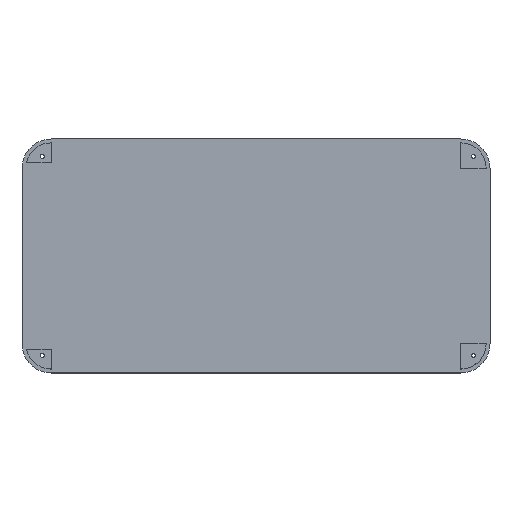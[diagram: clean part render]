
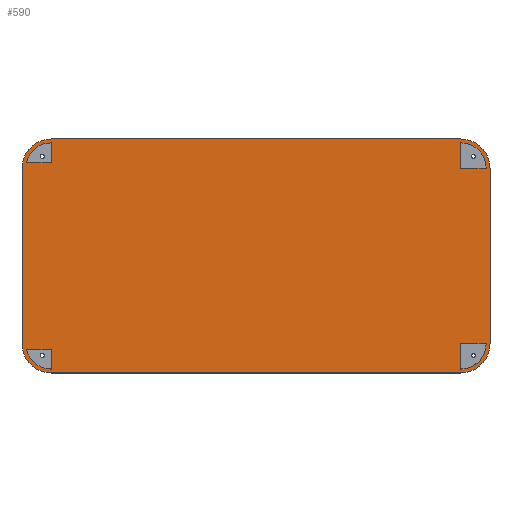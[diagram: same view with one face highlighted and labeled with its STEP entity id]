
A CAD part, top view. The second image highlights one B-rep face of the part: STEP entity #590.
In plain terms, the highlighted planar face has unit normal (0, 0, 1).
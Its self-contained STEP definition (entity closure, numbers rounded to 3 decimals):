
#23=FACE_BOUND('',#125,.T.);
#24=FACE_BOUND('',#126,.T.);
#25=FACE_BOUND('',#127,.T.);
#26=FACE_BOUND('',#128,.T.);
#38=PLANE('',#664);
#82=FACE_OUTER_BOUND('',#124,.T.);
#124=EDGE_LOOP('',(#509,#510,#511,#512,#513,#514,#515,#516));
#125=EDGE_LOOP('',(#517,#518,#519));
#126=EDGE_LOOP('',(#520,#521,#522));
#127=EDGE_LOOP('',(#523,#524,#525));
#128=EDGE_LOOP('',(#526,#527,#528));
#152=LINE('',#920,#204);
#155=LINE('',#928,#207);
#156=LINE('',#932,#208);
#160=LINE('',#940,#212);
#163=LINE('',#947,#215);
#167=LINE('',#955,#219);
#178=LINE('',#996,#230);
#179=LINE('',#999,#231);
#180=LINE('',#1002,#232);
#181=LINE('',#1003,#233);
#182=LINE('',#1005,#234);
#183=LINE('',#1006,#235);
#204=VECTOR('',#748,10.);
#207=VECTOR('',#757,10.);
#208=VECTOR('',#760,10.);
#212=VECTOR('',#766,10.);
#215=VECTOR('',#771,10.);
#219=VECTOR('',#777,10.);
#230=VECTOR('',#822,10.);
#231=VECTOR('',#825,10.);
#232=VECTOR('',#828,10.);
#233=VECTOR('',#829,10.);
#234=VECTOR('',#830,10.);
#235=VECTOR('',#831,10.);
#257=CIRCLE('',#639,15.);
#258=CIRCLE('',#642,15.);
#259=CIRCLE('',#649,13.);
#261=CIRCLE('',#653,13.);
#263=CIRCLE('',#657,13.);
#265=CIRCLE('',#661,13.);
#267=CIRCLE('',#665,15.);
#268=CIRCLE('',#666,15.);
#289=VERTEX_POINT('',#912);
#290=VERTEX_POINT('',#914);
#291=VERTEX_POINT('',#918);
#292=VERTEX_POINT('',#922);
#293=VERTEX_POINT('',#926);
#294=VERTEX_POINT('',#930);
#295=VERTEX_POINT('',#931);
#298=VERTEX_POINT('',#939);
#300=VERTEX_POINT('',#945);
#301=VERTEX_POINT('',#946);
#304=VERTEX_POINT('',#954);
#306=VERTEX_POINT('',#960);
#307=VERTEX_POINT('',#961);
#311=VERTEX_POINT('',#981);
#312=VERTEX_POINT('',#982);
#316=VERTEX_POINT('',#994);
#317=VERTEX_POINT('',#995);
#318=VERTEX_POINT('',#997);
#319=VERTEX_POINT('',#1001);
#320=VERTEX_POINT('',#1004);
#350=EDGE_CURVE('',#289,#290,#257,.T.);
#353=EDGE_CURVE('',#291,#289,#152,.T.);
#355=EDGE_CURVE('',#292,#291,#258,.T.);
#357=EDGE_CURVE('',#293,#292,#155,.T.);
#358=EDGE_CURVE('',#294,#295,#156,.F.);
#362=EDGE_CURVE('',#295,#298,#160,.F.);
#365=EDGE_CURVE('',#300,#301,#163,.F.);
#369=EDGE_CURVE('',#301,#304,#167,.F.);
#372=EDGE_CURVE('',#306,#307,#259,.T.);
#378=EDGE_CURVE('',#294,#298,#261,.T.);
#380=EDGE_CURVE('',#300,#304,#263,.T.);
#382=EDGE_CURVE('',#311,#312,#265,.T.);
#388=EDGE_CURVE('',#316,#317,#178,.T.);
#389=EDGE_CURVE('',#318,#316,#267,.T.);
#390=EDGE_CURVE('',#290,#318,#179,.T.);
#391=EDGE_CURVE('',#317,#293,#268,.T.);
#392=EDGE_CURVE('',#319,#307,#180,.F.);
#393=EDGE_CURVE('',#306,#319,#181,.F.);
#394=EDGE_CURVE('',#320,#312,#182,.F.);
#395=EDGE_CURVE('',#311,#320,#183,.F.);
#509=ORIENTED_EDGE('',*,*,#388,.F.);
#510=ORIENTED_EDGE('',*,*,#389,.F.);
#511=ORIENTED_EDGE('',*,*,#390,.F.);
#512=ORIENTED_EDGE('',*,*,#350,.F.);
#513=ORIENTED_EDGE('',*,*,#353,.F.);
#514=ORIENTED_EDGE('',*,*,#355,.F.);
#515=ORIENTED_EDGE('',*,*,#357,.F.);
#516=ORIENTED_EDGE('',*,*,#391,.F.);
#517=ORIENTED_EDGE('',*,*,#378,.T.);
#518=ORIENTED_EDGE('',*,*,#362,.F.);
#519=ORIENTED_EDGE('',*,*,#358,.F.);
#520=ORIENTED_EDGE('',*,*,#392,.F.);
#521=ORIENTED_EDGE('',*,*,#393,.F.);
#522=ORIENTED_EDGE('',*,*,#372,.T.);
#523=ORIENTED_EDGE('',*,*,#380,.T.);
#524=ORIENTED_EDGE('',*,*,#369,.F.);
#525=ORIENTED_EDGE('',*,*,#365,.F.);
#526=ORIENTED_EDGE('',*,*,#394,.F.);
#527=ORIENTED_EDGE('',*,*,#395,.F.);
#528=ORIENTED_EDGE('',*,*,#382,.T.);
#590=ADVANCED_FACE('',(#82,#23,#24,#25,#26),#38,.F.);
#639=AXIS2_PLACEMENT_3D('',#915,#742,#743);
#642=AXIS2_PLACEMENT_3D('',#924,#752,#753);
#649=AXIS2_PLACEMENT_3D('',#962,#782,#783);
#653=AXIS2_PLACEMENT_3D('',#973,#794,#795);
#657=AXIS2_PLACEMENT_3D('',#977,#802,#803);
#661=AXIS2_PLACEMENT_3D('',#983,#810,#811);
#664=AXIS2_PLACEMENT_3D('',#993,#820,#821);
#665=AXIS2_PLACEMENT_3D('',#998,#823,#824);
#666=AXIS2_PLACEMENT_3D('',#1000,#826,#827);
#742=DIRECTION('center_axis',(0.,0.,-1.));
#743=DIRECTION('ref_axis',(1.,0.,0.));
#748=DIRECTION('',(0.,-1.,0.));
#752=DIRECTION('center_axis',(0.,0.,-1.));
#753=DIRECTION('ref_axis',(0.,1.,0.));
#757=DIRECTION('',(1.,0.,0.));
#760=DIRECTION('',(1.,0.,0.));
#766=DIRECTION('',(0.,1.,0.));
#771=DIRECTION('',(0.,-1.,0.));
#777=DIRECTION('',(1.,0.,0.));
#782=DIRECTION('center_axis',(0.,0.,-1.));
#783=DIRECTION('ref_axis',(1.,0.,0.));
#794=DIRECTION('center_axis',(0.,0.,-1.));
#795=DIRECTION('ref_axis',(0.,-1.,0.));
#802=DIRECTION('center_axis',(0.,0.,-1.));
#803=DIRECTION('ref_axis',(-1.,0.,0.));
#810=DIRECTION('center_axis',(0.,0.,-1.));
#811=DIRECTION('ref_axis',(0.,1.,0.));
#820=DIRECTION('center_axis',(0.,0.,-1.));
#821=DIRECTION('ref_axis',(1.,0.,0.));
#822=DIRECTION('',(0.,1.,0.));
#823=DIRECTION('center_axis',(0.,0.,-1.));
#824=DIRECTION('ref_axis',(0.,-1.,0.));
#825=DIRECTION('',(-1.,0.,0.));
#826=DIRECTION('center_axis',(0.,0.,-1.));
#827=DIRECTION('ref_axis',(-1.,0.,0.));
#828=DIRECTION('',(-1.,0.,0.));
#829=DIRECTION('',(0.,1.,0.));
#830=DIRECTION('',(0.,-1.,0.));
#831=DIRECTION('',(-1.,0.,0.));
#912=CARTESIAN_POINT('',(252.996,-241.313,37.));
#914=CARTESIAN_POINT('',(237.996,-256.313,37.));
#915=CARTESIAN_POINT('Origin',(237.996,-241.313,37.));
#918=CARTESIAN_POINT('',(252.996,-151.313,37.));
#920=CARTESIAN_POINT('',(252.996,-173.813,37.));
#922=CARTESIAN_POINT('',(237.996,-136.313,37.));
#924=CARTESIAN_POINT('Origin',(237.996,-151.313,37.));
#926=CARTESIAN_POINT('',(27.996,-136.313,37.));
#928=CARTESIAN_POINT('',(80.496,-136.313,37.));
#930=CARTESIAN_POINT('',(250.996,-241.313,37.));
#931=CARTESIAN_POINT('',(237.996,-241.313,37.));
#932=CARTESIAN_POINT('',(187.996,-241.313,37.));
#939=CARTESIAN_POINT('',(237.996,-254.313,37.));
#940=CARTESIAN_POINT('',(237.996,-224.813,37.));
#945=CARTESIAN_POINT('',(27.996,-254.313,37.));
#946=CARTESIAN_POINT('',(27.996,-244.313,37.));
#947=CARTESIAN_POINT('',(27.996,-221.313,37.));
#954=CARTESIAN_POINT('',(15.347,-244.313,37.));
#955=CARTESIAN_POINT('',(74.496,-244.313,37.));
#960=CARTESIAN_POINT('',(237.996,-138.313,37.));
#961=CARTESIAN_POINT('',(250.996,-151.313,37.));
#962=CARTESIAN_POINT('Origin',(237.996,-151.313,37.));
#973=CARTESIAN_POINT('Origin',(237.996,-241.313,37.));
#977=CARTESIAN_POINT('Origin',(27.996,-241.313,37.));
#981=CARTESIAN_POINT('',(15.347,-148.313,37.));
#982=CARTESIAN_POINT('',(27.996,-138.313,37.));
#983=CARTESIAN_POINT('Origin',(27.996,-151.313,37.));
#993=CARTESIAN_POINT('Origin',(132.996,-196.313,37.));
#994=CARTESIAN_POINT('',(12.996,-241.313,37.));
#995=CARTESIAN_POINT('',(12.996,-151.313,37.));
#996=CARTESIAN_POINT('',(12.996,-218.813,37.));
#997=CARTESIAN_POINT('',(27.996,-256.313,37.));
#998=CARTESIAN_POINT('Origin',(27.996,-241.313,37.));
#999=CARTESIAN_POINT('',(185.496,-256.313,37.));
#1000=CARTESIAN_POINT('Origin',(27.996,-151.313,37.));
#1001=CARTESIAN_POINT('',(237.996,-151.313,37.));
#1002=CARTESIAN_POINT('',(191.496,-151.313,37.));
#1003=CARTESIAN_POINT('',(237.996,-171.313,37.));
#1004=CARTESIAN_POINT('',(27.996,-148.313,37.));
#1005=CARTESIAN_POINT('',(27.996,-167.813,37.));
#1006=CARTESIAN_POINT('',(77.996,-148.313,37.));
